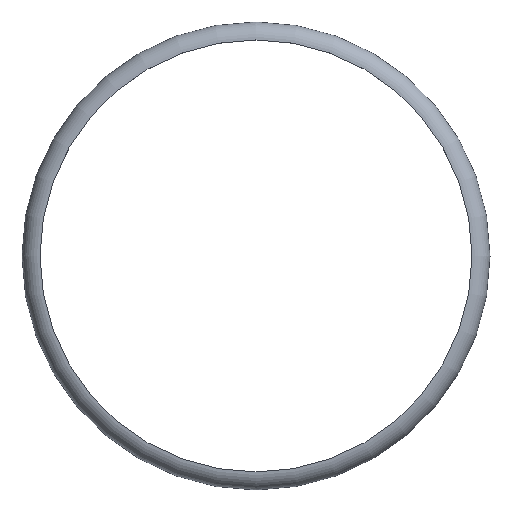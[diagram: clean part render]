
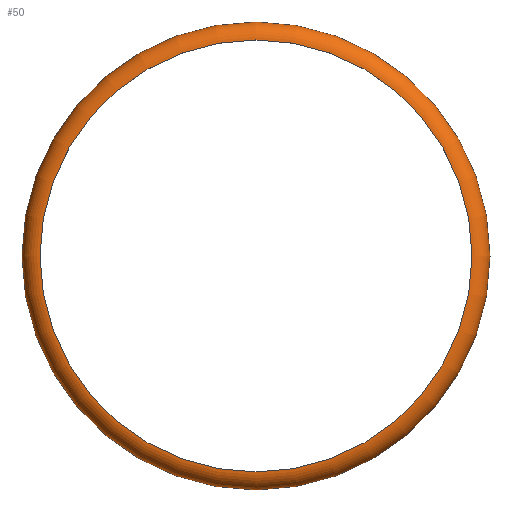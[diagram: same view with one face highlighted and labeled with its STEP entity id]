
A CAD part, top view. The second image highlights one B-rep face of the part: STEP entity #50.
In plain terms, the highlighted toroidal (fillet/blend) face has major radius 36 mm and minor radius 3 mm.
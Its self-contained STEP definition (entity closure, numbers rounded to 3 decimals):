
#20=FACE_OUTER_BOUND('',#23,.T.);
#23=EDGE_LOOP('',(#39,#40,#41,#42));
#27=CIRCLE('',#68,36.);
#28=CIRCLE('',#69,3.);
#29=CIRCLE('',#70,39.);
#31=VERTEX_POINT('',#93);
#32=VERTEX_POINT('',#95);
#34=EDGE_CURVE('',#31,#31,#27,.T.);
#35=EDGE_CURVE('',#31,#32,#28,.T.);
#36=EDGE_CURVE('',#32,#32,#29,.T.);
#39=ORIENTED_EDGE('',*,*,#34,.T.);
#40=ORIENTED_EDGE('',*,*,#35,.T.);
#41=ORIENTED_EDGE('',*,*,#36,.T.);
#42=ORIENTED_EDGE('',*,*,#35,.F.);
#49=TOROIDAL_SURFACE('',#67,36.,3.);
#50=ADVANCED_FACE('',(#20),#49,.T.);
#67=AXIS2_PLACEMENT_3D('',#92,#76,#77);
#68=AXIS2_PLACEMENT_3D('',#94,#78,#79);
#69=AXIS2_PLACEMENT_3D('',#96,#80,#81);
#70=AXIS2_PLACEMENT_3D('',#97,#82,#83);
#76=DIRECTION('center_axis',(0.,0.,1.));
#77=DIRECTION('ref_axis',(1.,0.,0.));
#78=DIRECTION('center_axis',(0.,0.,-1.));
#79=DIRECTION('ref_axis',(1.,0.,0.));
#80=DIRECTION('center_axis',(0.,-1.,0.));
#81=DIRECTION('ref_axis',(-1.,0.,0.));
#82=DIRECTION('center_axis',(0.,0.,1.));
#83=DIRECTION('ref_axis',(1.,0.,0.));
#92=CARTESIAN_POINT('Origin',(0.,0.,0.));
#93=CARTESIAN_POINT('',(-36.,0.,3.));
#94=CARTESIAN_POINT('Origin',(0.,0.,3.));
#95=CARTESIAN_POINT('',(-39.,0.,0.));
#96=CARTESIAN_POINT('Origin',(-36.,0.,0.));
#97=CARTESIAN_POINT('Origin',(0.,0.,0.));
